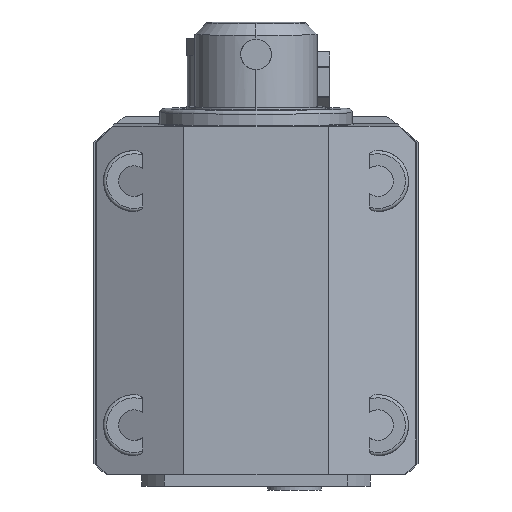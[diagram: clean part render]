
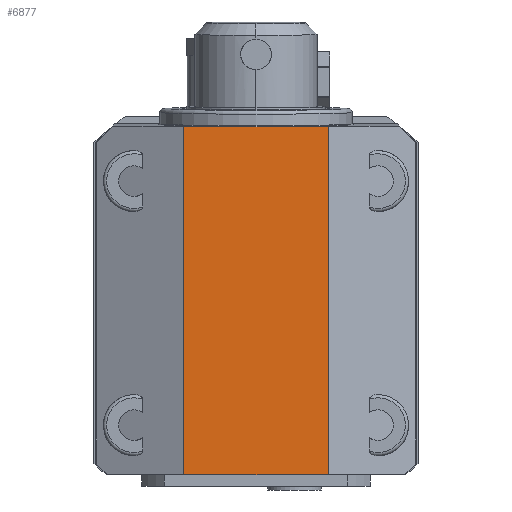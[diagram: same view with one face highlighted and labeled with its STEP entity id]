
A CAD part, left-side view. The second image highlights one B-rep face of the part: STEP entity #6877.
In plain terms, the highlighted planar face has unit normal (-1, 0, 0).
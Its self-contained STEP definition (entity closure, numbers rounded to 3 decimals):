
#2163=DIRECTION('',(0.,0.,1.));
#2164=VECTOR('',#2163,91.251);
#2165=CARTESIAN_POINT('',(-99.,19.,-45.));
#2166=LINE('',#2165,#2164);
#2167=DIRECTION('',(0.,-1.,0.));
#2168=VECTOR('',#2167,38.);
#2169=CARTESIAN_POINT('',(-99.,19.,46.251));
#2170=LINE('',#2169,#2168);
#2171=DIRECTION('',(0.,0.,1.));
#2172=VECTOR('',#2171,91.251);
#2173=CARTESIAN_POINT('',(-99.,-19.,-45.));
#2174=LINE('',#2173,#2172);
#2175=DIRECTION('',(0.,1.,0.));
#2176=VECTOR('',#2175,38.);
#2177=CARTESIAN_POINT('',(-99.,-19.,-45.));
#2178=LINE('',#2177,#2176);
#3593=CARTESIAN_POINT('',(-99.,19.,-45.));
#3594=CARTESIAN_POINT('',(-99.,19.,46.251));
#3595=VERTEX_POINT('',#3593);
#3596=VERTEX_POINT('',#3594);
#3597=CARTESIAN_POINT('',(-99.,-19.,-45.));
#3598=CARTESIAN_POINT('',(-99.,-19.,46.251));
#3599=VERTEX_POINT('',#3597);
#3600=VERTEX_POINT('',#3598);
#6865=CARTESIAN_POINT('',(-99.,0.,0.));
#6866=DIRECTION('',(1.,0.,0.));
#6867=DIRECTION('',(0.,1.,0.));
#6868=AXIS2_PLACEMENT_3D('',#6865,#6866,#6867);
#6869=PLANE('',#6868);
#6870=ORIENTED_EDGE('',*,*,#6830,.T.);
#6871=ORIENTED_EDGE('',*,*,#4551,.T.);
#6873=ORIENTED_EDGE('',*,*,#6872,.F.);
#6874=ORIENTED_EDGE('',*,*,#4714,.T.);
#6875=EDGE_LOOP('',(#6870,#6871,#6873,#6874));
#6876=FACE_OUTER_BOUND('',#6875,.F.);
#6877=ADVANCED_FACE('',(#6876),#6869,.F.);
#4551=EDGE_CURVE('',#3596,#3600,#2170,.T.);
#4714=EDGE_CURVE('',#3599,#3595,#2178,.T.);
#6830=EDGE_CURVE('',#3595,#3596,#2166,.T.);
#6872=EDGE_CURVE('',#3599,#3600,#2174,.T.);
